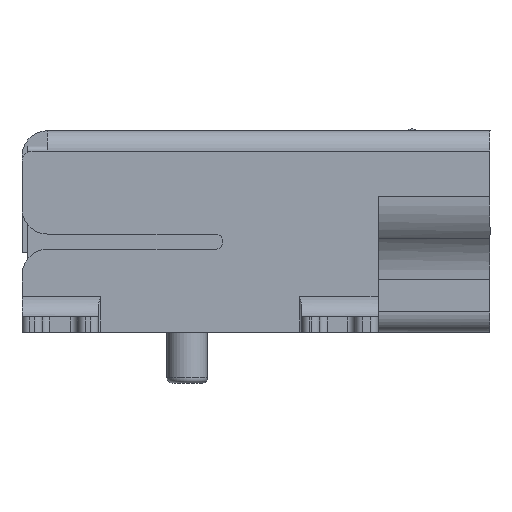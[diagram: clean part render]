
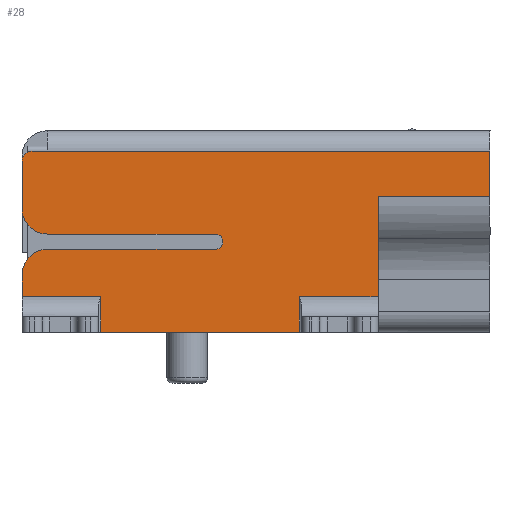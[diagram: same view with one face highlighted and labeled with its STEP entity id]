
A CAD part, left-side view. The second image highlights one B-rep face of the part: STEP entity #28.
In plain terms, the highlighted planar face has unit normal (-1, 0, 0).
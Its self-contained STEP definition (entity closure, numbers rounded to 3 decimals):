
#28 = ADVANCED_FACE('',(#29),#179,.T.);
#29 = FACE_BOUND('',#30,.F.);
#30 = EDGE_LOOP('',(#31,#41,#50,#58,#66,#74,#82,#90,#98,#106,#114,#122,
    #130,#138,#147,#155,#164,#172));
#31 = ORIENTED_EDGE('',*,*,#32,.T.);
#32 = EDGE_CURVE('',#33,#35,#37,.T.);
#33 = VERTEX_POINT('',#34);
#34 = CARTESIAN_POINT('',(-3.86,3.5,2.43));
#35 = VERTEX_POINT('',#36);
#36 = CARTESIAN_POINT('',(-3.86,3.5,3.36));
#37 = LINE('',#38,#39);
#38 = CARTESIAN_POINT('',(-3.86,3.5,2.66));
#39 = VECTOR('',#40,1.);
#40 = DIRECTION('',(0.,0.,1.));
#41 = ORIENTED_EDGE('',*,*,#42,.T.);
#42 = EDGE_CURVE('',#35,#43,#45,.T.);
#43 = VERTEX_POINT('',#44);
#44 = CARTESIAN_POINT('',(-3.86,3.3,3.56));
#45 = CIRCLE('',#46,0.2);
#46 = AXIS2_PLACEMENT_3D('',#47,#48,#49);
#47 = CARTESIAN_POINT('',(-3.86,3.3,3.36));
#48 = DIRECTION('',(1.,0.,0.));
#49 = DIRECTION('',(0.,0.,1.));
#50 = ORIENTED_EDGE('',*,*,#51,.F.);
#51 = EDGE_CURVE('',#52,#43,#54,.T.);
#52 = VERTEX_POINT('',#53);
#53 = CARTESIAN_POINT('',(-3.86,3.,3.56));
#54 = LINE('',#55,#56);
#55 = CARTESIAN_POINT('',(-3.86,-3.5,3.56));
#56 = VECTOR('',#57,1.);
#57 = DIRECTION('',(0.,1.,0.));
#58 = ORIENTED_EDGE('',*,*,#59,.F.);
#59 = EDGE_CURVE('',#60,#52,#62,.T.);
#60 = VERTEX_POINT('',#61);
#61 = CARTESIAN_POINT('',(-3.86,-5.7,3.56));
#62 = LINE('',#63,#64);
#63 = CARTESIAN_POINT('',(-3.86,-3.5,3.56));
#64 = VECTOR('',#65,1.);
#65 = DIRECTION('',(0.,1.,0.));
#66 = ORIENTED_EDGE('',*,*,#67,.F.);
#67 = EDGE_CURVE('',#68,#60,#70,.T.);
#68 = VERTEX_POINT('',#69);
#69 = CARTESIAN_POINT('',(-3.86,-5.7,2.66));
#70 = LINE('',#71,#72);
#71 = CARTESIAN_POINT('',(-3.86,-5.7,2.66));
#72 = VECTOR('',#73,1.);
#73 = DIRECTION('',(0.,0.,1.));
#74 = ORIENTED_EDGE('',*,*,#75,.T.);
#75 = EDGE_CURVE('',#68,#76,#78,.T.);
#76 = VERTEX_POINT('',#77);
#77 = CARTESIAN_POINT('',(-3.86,-3.5,2.66));
#78 = LINE('',#79,#80);
#79 = CARTESIAN_POINT('',(-3.86,-5.7,2.66));
#80 = VECTOR('',#81,1.);
#81 = DIRECTION('',(0.,1.,0.));
#82 = ORIENTED_EDGE('',*,*,#83,.T.);
#83 = EDGE_CURVE('',#76,#84,#86,.T.);
#84 = VERTEX_POINT('',#85);
#85 = CARTESIAN_POINT('',(-3.86,-3.5,0.7));
#86 = LINE('',#87,#88);
#87 = CARTESIAN_POINT('',(-3.86,-3.5,2.66));
#88 = VECTOR('',#89,1.);
#89 = DIRECTION('',(0.,0.,-1.));
#90 = ORIENTED_EDGE('',*,*,#91,.T.);
#91 = EDGE_CURVE('',#84,#92,#94,.T.);
#92 = VERTEX_POINT('',#93);
#93 = CARTESIAN_POINT('',(-3.86,-1.95,0.7));
#94 = LINE('',#95,#96);
#95 = CARTESIAN_POINT('',(-3.86,-3.5,0.7));
#96 = VECTOR('',#97,1.);
#97 = DIRECTION('',(0.,1.,0.));
#98 = ORIENTED_EDGE('',*,*,#99,.F.);
#99 = EDGE_CURVE('',#100,#92,#102,.T.);
#100 = VERTEX_POINT('',#101);
#101 = CARTESIAN_POINT('',(-3.86,-1.95,0.));
#102 = LINE('',#103,#104);
#103 = CARTESIAN_POINT('',(-3.86,-1.95,0.));
#104 = VECTOR('',#105,1.);
#105 = DIRECTION('',(0.,0.,1.));
#106 = ORIENTED_EDGE('',*,*,#107,.T.);
#107 = EDGE_CURVE('',#100,#108,#110,.T.);
#108 = VERTEX_POINT('',#109);
#109 = CARTESIAN_POINT('',(-3.86,1.95,0.));
#110 = LINE('',#111,#112);
#111 = CARTESIAN_POINT('',(-3.86,-1.95,0.));
#112 = VECTOR('',#113,1.);
#113 = DIRECTION('',(-0.,1.,0.));
#114 = ORIENTED_EDGE('',*,*,#115,.T.);
#115 = EDGE_CURVE('',#108,#116,#118,.T.);
#116 = VERTEX_POINT('',#117);
#117 = CARTESIAN_POINT('',(-3.86,1.95,0.7));
#118 = LINE('',#119,#120);
#119 = CARTESIAN_POINT('',(-3.86,1.95,0.));
#120 = VECTOR('',#121,1.);
#121 = DIRECTION('',(0.,0.,1.));
#122 = ORIENTED_EDGE('',*,*,#123,.T.);
#123 = EDGE_CURVE('',#116,#124,#126,.T.);
#124 = VERTEX_POINT('',#125);
#125 = CARTESIAN_POINT('',(-3.86,3.5,0.7));
#126 = LINE('',#127,#128);
#127 = CARTESIAN_POINT('',(-3.86,-3.5,0.7));
#128 = VECTOR('',#129,1.);
#129 = DIRECTION('',(0.,1.,0.));
#130 = ORIENTED_EDGE('',*,*,#131,.T.);
#131 = EDGE_CURVE('',#124,#132,#134,.T.);
#132 = VERTEX_POINT('',#133);
#133 = CARTESIAN_POINT('',(-3.86,3.5,1.13));
#134 = LINE('',#135,#136);
#135 = CARTESIAN_POINT('',(-3.86,3.5,2.66));
#136 = VECTOR('',#137,1.);
#137 = DIRECTION('',(0.,0.,1.));
#138 = ORIENTED_EDGE('',*,*,#139,.F.);
#139 = EDGE_CURVE('',#140,#132,#142,.T.);
#140 = VERTEX_POINT('',#141);
#141 = CARTESIAN_POINT('',(-3.86,3.,1.63));
#142 = CIRCLE('',#143,0.5);
#143 = AXIS2_PLACEMENT_3D('',#144,#145,#146);
#144 = CARTESIAN_POINT('',(-3.86,3.,1.13));
#145 = DIRECTION('',(-1.,0.,0.));
#146 = DIRECTION('',(0.,0.,1.));
#147 = ORIENTED_EDGE('',*,*,#148,.T.);
#148 = EDGE_CURVE('',#140,#149,#151,.T.);
#149 = VERTEX_POINT('',#150);
#150 = CARTESIAN_POINT('',(-3.86,-0.3,1.63));
#151 = LINE('',#152,#153);
#152 = CARTESIAN_POINT('',(-3.86,3.5,1.63));
#153 = VECTOR('',#154,1.);
#154 = DIRECTION('',(-0.,-1.,-0.));
#155 = ORIENTED_EDGE('',*,*,#156,.F.);
#156 = EDGE_CURVE('',#157,#149,#159,.T.);
#157 = VERTEX_POINT('',#158);
#158 = CARTESIAN_POINT('',(-3.86,-0.3,1.93));
#159 = CIRCLE('',#160,0.15);
#160 = AXIS2_PLACEMENT_3D('',#161,#162,#163);
#161 = CARTESIAN_POINT('',(-3.86,-0.3,1.78));
#162 = DIRECTION('',(1.,0.,0.));
#163 = DIRECTION('',(0.,1.,0.));
#164 = ORIENTED_EDGE('',*,*,#165,.F.);
#165 = EDGE_CURVE('',#166,#157,#168,.T.);
#166 = VERTEX_POINT('',#167);
#167 = CARTESIAN_POINT('',(-3.86,3.,1.93));
#168 = LINE('',#169,#170);
#169 = CARTESIAN_POINT('',(-3.86,3.5,1.93));
#170 = VECTOR('',#171,1.);
#171 = DIRECTION('',(-0.,-1.,-0.));
#172 = ORIENTED_EDGE('',*,*,#173,.F.);
#173 = EDGE_CURVE('',#33,#166,#174,.T.);
#174 = CIRCLE('',#175,0.5);
#175 = AXIS2_PLACEMENT_3D('',#176,#177,#178);
#176 = CARTESIAN_POINT('',(-3.86,3.,2.43));
#177 = DIRECTION('',(-1.,0.,0.));
#178 = DIRECTION('',(0.,0.,1.));
#179 = PLANE('',#180);
#180 = AXIS2_PLACEMENT_3D('',#181,#182,#183);
#181 = CARTESIAN_POINT('',(-3.86,-5.7,2.66));
#182 = DIRECTION('',(-1.,-0.,-0.));
#183 = DIRECTION('',(0.,0.,-1.));
